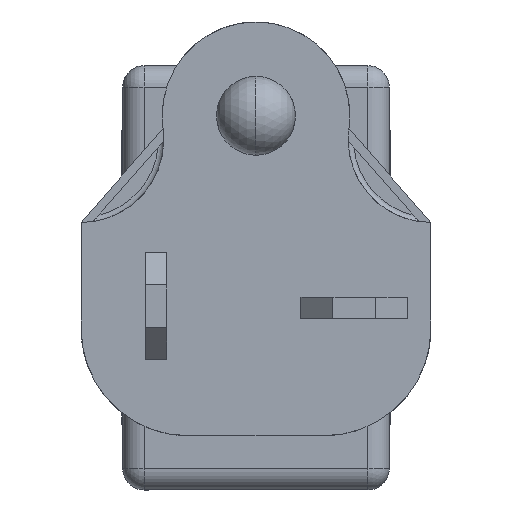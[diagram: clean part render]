
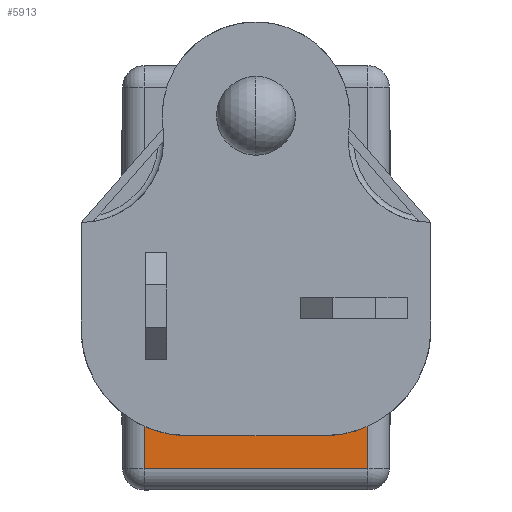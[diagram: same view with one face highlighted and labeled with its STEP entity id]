
A CAD part, left-side view. The second image highlights one B-rep face of the part: STEP entity #5913.
In plain terms, the highlighted face is planar.
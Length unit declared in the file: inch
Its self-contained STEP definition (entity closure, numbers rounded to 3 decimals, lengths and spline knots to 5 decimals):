
#84 = DIRECTION ( 'NONE',  ( 1., 0., 0. ) ) ;
#172 = DIRECTION ( 'NONE',  ( 0., 0., -1. ) ) ;
#285 = VERTEX_POINT ( 'NONE', #1041 ) ;
#603 = ORIENTED_EDGE ( 'NONE', *, *, #1172, .T. ) ;
#627 = VERTEX_POINT ( 'NONE', #1838 ) ;
#981 = CARTESIAN_POINT ( 'NONE',  ( -0.4475, -0.2625, -1.52 ) ) ;
#1041 = CARTESIAN_POINT ( 'NONE',  ( 0.2625, 0., -1.52 ) ) ;
#1134 = AXIS2_PLACEMENT_3D ( 'NONE', #7000, #172, #84 ) ;
#1172 = EDGE_CURVE ( 'NONE', #627, #7111, #2679, .T. ) ;
#1221 = EDGE_CURVE ( 'NONE', #285, #2247, #2845, .T. ) ;
#1383 = LINE ( 'NONE', #2701, #1535 ) ;
#1535 = VECTOR ( 'NONE', #5047, 39.37008 ) ;
#1756 = DIRECTION ( 'NONE',  ( 1., 0., 0. ) ) ;
#1838 = CARTESIAN_POINT ( 'NONE',  ( 0., 0.2625, -1.52 ) ) ;
#1934 = VECTOR ( 'NONE', #4584, 39.37008 ) ;
#2247 = VERTEX_POINT ( 'NONE', #6759 ) ;
#2288 = ORIENTED_EDGE ( 'NONE', *, *, #7635, .T. ) ;
#2679 = LINE ( 'NONE', #7703, #1934 ) ;
#2701 = CARTESIAN_POINT ( 'NONE',  ( 0.4475, -0.3125, -1.52 ) ) ;
#2787 = CIRCLE ( 'NONE', #5290, 0.2625 ) ;
#2845 = CIRCLE ( 'NONE', #1134, 0.2625 ) ;
#3147 = VECTOR ( 'NONE', #3494, 39.37008 ) ;
#3402 = EDGE_CURVE ( 'NONE', #627, #285, #2787, .T. ) ;
#3494 = DIRECTION ( 'NONE',  ( -1., 0., 0. ) ) ;
#4246 = CARTESIAN_POINT ( 'NONE',  ( -0.4975, -0.3125, -1.52 ) ) ;
#4358 = VERTEX_POINT ( 'NONE', #5148 ) ;
#4584 = DIRECTION ( 'NONE',  ( 1., 0., 0. ) ) ;
#4825 = DIRECTION ( 'NONE',  ( 0., 0., 1. ) ) ;
#4951 = ORIENTED_EDGE ( 'NONE', *, *, #3402, .F. ) ;
#4994 = EDGE_CURVE ( 'NONE', #7111, #4358, #1383, .T. ) ;
#5047 = DIRECTION ( 'NONE',  ( 0., -1., 0. ) ) ;
#5148 = CARTESIAN_POINT ( 'NONE',  ( 0.4475, -0.2625, -1.52 ) ) ;
#5290 = AXIS2_PLACEMENT_3D ( 'NONE', #7471, #7307, #6808 ) ;
#5479 = FACE_OUTER_BOUND ( 'NONE', #7863, .T. ) ;
#5538 = ORIENTED_EDGE ( 'NONE', *, *, #1221, .F. ) ;
#5561 = PLANE ( 'NONE',  #7185 ) ;
#5843 = ORIENTED_EDGE ( 'NONE', *, *, #4994, .T. ) ;
#5913 = ADVANCED_FACE ( 'NONE', ( #5479 ), #5561, .F. ) ;
#6382 = CARTESIAN_POINT ( 'NONE',  ( 0.4475, 0.2625, -1.52 ) ) ;
#6759 = CARTESIAN_POINT ( 'NONE',  ( 0., -0.2625, -1.52 ) ) ;
#6808 = DIRECTION ( 'NONE',  ( 1., 0., 0. ) ) ;
#7000 = CARTESIAN_POINT ( 'NONE',  ( 0., 0., -1.52 ) ) ;
#7111 = VERTEX_POINT ( 'NONE', #6382 ) ;
#7185 = AXIS2_PLACEMENT_3D ( 'NONE', #4246, #4825, #1756 ) ;
#7277 = LINE ( 'NONE', #981, #3147 ) ;
#7307 = DIRECTION ( 'NONE',  ( 0., 0., -1. ) ) ;
#7471 = CARTESIAN_POINT ( 'NONE',  ( 0., 0., -1.52 ) ) ;
#7635 = EDGE_CURVE ( 'NONE', #4358, #2247, #7277, .T. ) ;
#7703 = CARTESIAN_POINT ( 'NONE',  ( 0.4475, 0.2625, -1.52 ) ) ;
#7863 = EDGE_LOOP ( 'NONE', ( #4951, #603, #5843, #2288, #5538 ) ) ;
